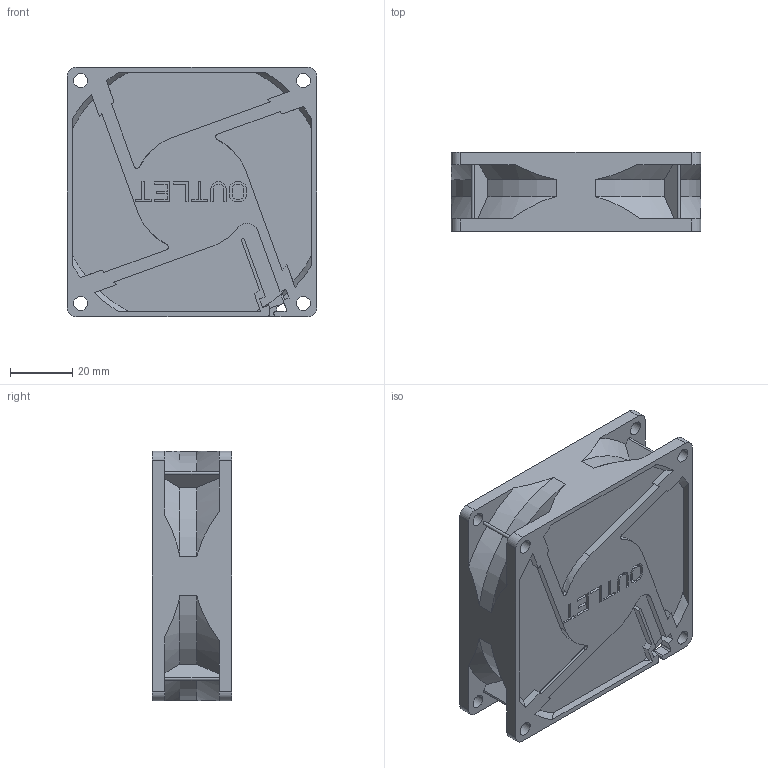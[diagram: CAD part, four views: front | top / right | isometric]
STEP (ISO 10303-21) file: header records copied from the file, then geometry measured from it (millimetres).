
FILE_DESCRIPTION((''),'2;1');
FILE_NAME('PRT0002','2015-06-02T',('DURANT.QIAN'),(''),'CREO PARAMETRIC BY PTC INC, 2014440','CREO PARAMETRIC BY PTC INC, 2014440','');
FILE_SCHEMA(('CONFIG_CONTROL_DESIGN'));
Length unit declared in the file: millimetre
Products named in the file (1): PRT0002
Bounding box: 80 x 25.4 x 80 mm (x, y, z)
Volume: 121722.1 mm3; surface area: 27840.2 mm2
Topology: 1 solids, 1 shells, 378 faces, 1087 edges, 722 vertices
Faces by surface type: plane 243, cylinder 72, bspline 33, cone 28, torus 2
Entity records: 14533 total; most frequent: CARTESIAN_POINT 4770, ORIENTED_EDGE 2174, DIRECTION 1808, EDGE_CURVE 1087, VERTEX_POINT 722, VECTOR 714, LINE 714, AXIS2_PLACEMENT_3D 547
